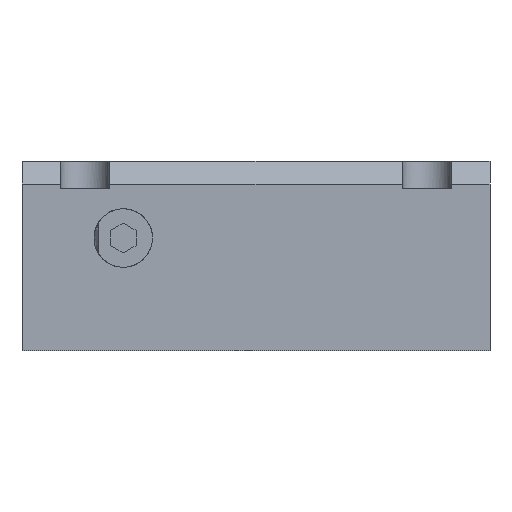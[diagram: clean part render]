
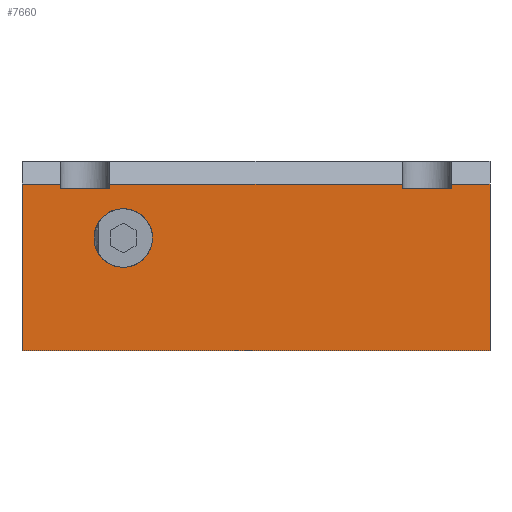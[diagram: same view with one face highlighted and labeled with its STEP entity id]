
A CAD part, front view. The second image highlights one B-rep face of the part: STEP entity #7660.
In plain terms, the highlighted free-form (B-spline) face has degree [1, 1] with [2, 2] control points.
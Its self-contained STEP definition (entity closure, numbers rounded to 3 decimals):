
#5890 = CARTESIAN_POINT ('', (19.5, 0., 37.));
#5900 = VERTEX_POINT ('', #5890);
#5910 = CARTESIAN_POINT ('', (19.5, 0., 36.));
#5920 = VERTEX_POINT ('', #5910);
#5930 = CARTESIAN_POINT ('', (19.5, 0., 37.));
#5940 = CARTESIAN_POINT ('', (19.5, 0., 36.));
#5950 = B_SPLINE_CURVE_WITH_KNOTS ('', 1, (#5930, #5940), .UNSPECIFIED., .F., .U., (2, 2), (0., 1.), .UNSPECIFIED.);
#5960 = EDGE_CURVE ('', #5900, #5920, #5950, .T.);
#5970 = ORIENTED_EDGE ('', *, *, #5960, .T.);
#5980 = CARTESIAN_POINT ('', (8.5, 0., 36.));
#5990 = VERTEX_POINT ('', #5980);
#6000 = CARTESIAN_POINT ('', (19.5, 0., 36.));
#6010 = CARTESIAN_POINT ('', (8.5, 0., 36.));
#6020 = B_SPLINE_CURVE_WITH_KNOTS ('', 1, (#6000, #6010), .UNSPECIFIED., .F., .U., (2, 2), (0., 1.), .UNSPECIFIED.);
#6030 = EDGE_CURVE ('', #5920, #5990, #6020, .T.);
#6040 = ORIENTED_EDGE ('', *, *, #6030, .T.);
#6050 = CARTESIAN_POINT ('', (8.5, 0., 37.));
#6060 = VERTEX_POINT ('', #6050);
#6070 = CARTESIAN_POINT ('', (8.5, 0., 36.));
#6080 = CARTESIAN_POINT ('', (8.5, 0., 37.));
#6090 = B_SPLINE_CURVE_WITH_KNOTS ('', 1, (#6070, #6080), .UNSPECIFIED., .F., .U., (2, 2), (0., 1.), .UNSPECIFIED.);
#6100 = EDGE_CURVE ('', #5990, #6060, #6090, .T.);
#6110 = ORIENTED_EDGE ('', *, *, #6100, .T.);
#6120 = CARTESIAN_POINT ('', (0., 0., 37.));
#6130 = VERTEX_POINT ('', #6120);
#6140 = CARTESIAN_POINT ('', (8.5, 0., 37.));
#6150 = CARTESIAN_POINT ('', (0., 0., 37.));
#6160 = B_SPLINE_CURVE_WITH_KNOTS ('', 1, (#6140, #6150), .UNSPECIFIED., .F., .U., (2, 2), (0., 1.), .UNSPECIFIED.);
#6170 = EDGE_CURVE ('', #6060, #6130, #6160, .T.);
#6180 = ORIENTED_EDGE ('', *, *, #6170, .T.);
#6190 = CARTESIAN_POINT ('', (0., 0., 0.));
#6200 = VERTEX_POINT ('', #6190);
#6210 = CARTESIAN_POINT ('', (0., 0., 37.));
#6220 = CARTESIAN_POINT ('', (0., 0., 0.));
#6230 = B_SPLINE_CURVE_WITH_KNOTS ('', 1, (#6210, #6220), .UNSPECIFIED., .F., .U., (2, 2), (0., 1.), .UNSPECIFIED.);
#6240 = EDGE_CURVE ('', #6130, #6200, #6230, .T.);
#6250 = ORIENTED_EDGE ('', *, *, #6240, .T.);
#6260 = CARTESIAN_POINT ('', (104., 0., 0.));
#6270 = VERTEX_POINT ('', #6260);
#6280 = CARTESIAN_POINT ('', (0., 0., 0.));
#6290 = CARTESIAN_POINT ('', (104., 0., 0.));
#6300 = B_SPLINE_CURVE_WITH_KNOTS ('', 1, (#6280, #6290), .UNSPECIFIED., .F., .U., (2, 2), (0., 1.), .UNSPECIFIED.);
#6310 = EDGE_CURVE ('', #6200, #6270, #6300, .T.);
#6320 = ORIENTED_EDGE ('', *, *, #6310, .T.);
#6330 = CARTESIAN_POINT ('', (104., 0., 37.));
#6340 = VERTEX_POINT ('', #6330);
#6350 = CARTESIAN_POINT ('', (104., 0., 0.));
#6360 = CARTESIAN_POINT ('', (104., 0., 37.));
#6370 = B_SPLINE_CURVE_WITH_KNOTS ('', 1, (#6350, #6360), .UNSPECIFIED., .F., .U., (2, 2), (0., 1.), .UNSPECIFIED.);
#6380 = EDGE_CURVE ('', #6270, #6340, #6370, .T.);
#6390 = ORIENTED_EDGE ('', *, *, #6380, .T.);
#6400 = CARTESIAN_POINT ('', (95.5, 0., 37.));
#6410 = VERTEX_POINT ('', #6400);
#6420 = CARTESIAN_POINT ('', (104., 0., 37.));
#6430 = CARTESIAN_POINT ('', (95.5, 0., 37.));
#6440 = B_SPLINE_CURVE_WITH_KNOTS ('', 1, (#6420, #6430), .UNSPECIFIED., .F., .U., (2, 2), (0., 1.), .UNSPECIFIED.);
#6450 = EDGE_CURVE ('', #6340, #6410, #6440, .T.);
#6460 = ORIENTED_EDGE ('', *, *, #6450, .T.);
#6470 = CARTESIAN_POINT ('', (95.5, 0., 36.));
#6480 = VERTEX_POINT ('', #6470);
#6490 = CARTESIAN_POINT ('', (95.5, 0., 37.));
#6500 = CARTESIAN_POINT ('', (95.5, 0., 36.));
#6510 = B_SPLINE_CURVE_WITH_KNOTS ('', 1, (#6490, #6500), .UNSPECIFIED., .F., .U., (2, 2), (0., 1.), .UNSPECIFIED.);
#6520 = EDGE_CURVE ('', #6410, #6480, #6510, .T.);
#6530 = ORIENTED_EDGE ('', *, *, #6520, .T.);
#6540 = CARTESIAN_POINT ('', (84.5, 0., 36.));
#6550 = VERTEX_POINT ('', #6540);
#6560 = CARTESIAN_POINT ('', (95.5, 0., 36.));
#6570 = CARTESIAN_POINT ('', (84.5, 0., 36.));
#6580 = B_SPLINE_CURVE_WITH_KNOTS ('', 1, (#6560, #6570), .UNSPECIFIED., .F., .U., (2, 2), (0., 1.), .UNSPECIFIED.);
#6590 = EDGE_CURVE ('', #6480, #6550, #6580, .T.);
#6600 = ORIENTED_EDGE ('', *, *, #6590, .T.);
#6610 = CARTESIAN_POINT ('', (84.5, 0., 37.));
#6620 = VERTEX_POINT ('', #6610);
#6630 = CARTESIAN_POINT ('', (84.5, 0., 36.));
#6640 = CARTESIAN_POINT ('', (84.5, 0., 37.));
#6650 = B_SPLINE_CURVE_WITH_KNOTS ('', 1, (#6630, #6640), .UNSPECIFIED., .F., .U., (2, 2), (0., 1.), .UNSPECIFIED.);
#6660 = EDGE_CURVE ('', #6550, #6620, #6650, .T.);
#6670 = ORIENTED_EDGE ('', *, *, #6660, .T.);
#6680 = CARTESIAN_POINT ('', (84.5, 0., 37.));
#6690 = CARTESIAN_POINT ('', (19.5, 0., 37.));
#6700 = B_SPLINE_CURVE_WITH_KNOTS ('', 1, (#6680, #6690), .UNSPECIFIED., .F., .U., (2, 2), (0., 1.), .UNSPECIFIED.);
#6710 = EDGE_CURVE ('', #6620, #5900, #6700, .T.);
#6720 = ORIENTED_EDGE ('', *, *, #6710, .T.);
#6730 = EDGE_LOOP ('', (#5970, #6040, #6110, #6180, #6250, #6320, #6390, #6460, #6530, #6600, #6670, #6720));
#6740 = FACE_OUTER_BOUND ('', #6730, .T.);
#6750 = CARTESIAN_POINT ('', (29., 0., 25.));
#6760 = VERTEX_POINT ('', #6750);
#6770 = CARTESIAN_POINT ('', (16., 0., 25.));
#6780 = VERTEX_POINT ('', #6770);
#6790 = CARTESIAN_POINT ('', (29., 0., 25.));
#6800 = CARTESIAN_POINT ('', (29., 0., 23.207));
#6810 = CARTESIAN_POINT ('', (28.365, 0., 21.675));
#6820 = CARTESIAN_POINT ('', (27.096, 0., 20.404));
#6830 = CARTESIAN_POINT ('', (26.463, 0., 19.77));
#6840 = CARTESIAN_POINT ('', (25.764, 0., 19.294));
#6850 = CARTESIAN_POINT ('', (24.998, 0., 18.977));
#6860 = CARTESIAN_POINT ('', (24.615, 0., 18.818));
#6870 = CARTESIAN_POINT ('', (24.215, 0., 18.699));
#6880 = CARTESIAN_POINT ('', (23.799, 0., 18.62));
#6890 = CARTESIAN_POINT ('', (23.591, 0., 18.58));
#6900 = CARTESIAN_POINT ('', (23.378, 0., 18.55));
#6910 = CARTESIAN_POINT ('', (23.162, 0., 18.53));
#6920 = CARTESIAN_POINT ('', (23.054, 0., 18.52));
#6930 = CARTESIAN_POINT ('', (22.944, 0., 18.513));
#6940 = CARTESIAN_POINT ('', (22.834, 0., 18.508));
#6950 = CARTESIAN_POINT ('', (22.779, 0., 18.505));
#6960 = CARTESIAN_POINT ('', (22.724, 0., 18.503));
#6970 = CARTESIAN_POINT ('', (22.668, 0., 18.502));
#6980 = CARTESIAN_POINT ('', (22.64, 0., 18.501));
#6990 = CARTESIAN_POINT ('', (22.612, 0., 18.501));
#7000 = CARTESIAN_POINT ('', (22.584, 0., 18.501));
#7010 = CARTESIAN_POINT ('', (22.57, 0., 18.5));
#7020 = CARTESIAN_POINT ('', (22.556, 0., 18.5));
#7030 = CARTESIAN_POINT ('', (22.542, 0., 18.5));
#7040 = CARTESIAN_POINT ('', (22.535, 0., 18.5));
#7050 = CARTESIAN_POINT ('', (22.528, 0., 18.5));
#7060 = CARTESIAN_POINT ('', (22.521, 0., 18.5));
#7070 = CARTESIAN_POINT ('', (22.514, 0., 18.5));
#7080 = CARTESIAN_POINT ('', (22.507, 0., 18.5));
#7090 = CARTESIAN_POINT ('', (22.5, 0., 18.5));
#7100 = CARTESIAN_POINT ('', (20.709, 0., 18.499));
#7110 = CARTESIAN_POINT ('', (19.177, 0., 19.133));
#7120 = CARTESIAN_POINT ('', (17.904, 0., 20.404));
#7130 = CARTESIAN_POINT ('', (16.635, 0., 21.671));
#7140 = CARTESIAN_POINT ('', (16., 0., 23.203));
#7150 = CARTESIAN_POINT ('', (16., 0., 25.));
#7160 = B_SPLINE_CURVE_WITH_KNOTS ('', 3, (#6790, #6800, #6810, #6820, #6830, #6840, #6850, #6860, #6870, #6880, #6890, #6900, #6910, #6920, #6930, #6940, #6950, #6960, #6970, #6980, #6990, #7000, #7010, #7020, #7030, #7040, #7050, #7060, #7070, #7080, #7090, #7100, #7110, #7120, #7130, #7140, #7150), .UNSPECIFIED., .F., .U., (4, 3, 3, 3, 3, 3, 3, 3, 3, 3, 3, 3, 4), (0., 0.25, 0.375, 0.438, 0.469, 0.484, 0.492, 0.496, 0.498, 0.499, 0.5, 0.75, 1.), .UNSPECIFIED.);
#7170 = EDGE_CURVE ('', #6760, #6780, #7160, .T.);
#7180 = ORIENTED_EDGE ('', *, *, #7170, .T.);
#7190 = CARTESIAN_POINT ('', (16., 0., 25.));
#7200 = CARTESIAN_POINT ('', (16., 0., 26.793));
#7210 = CARTESIAN_POINT ('', (16.635, 0., 28.325));
#7220 = CARTESIAN_POINT ('', (17.904, 0., 29.596));
#7230 = CARTESIAN_POINT ('', (18.537, 0., 30.23));
#7240 = CARTESIAN_POINT ('', (19.236, 0., 30.706));
#7250 = CARTESIAN_POINT ('', (20.002, 0., 31.023));
#7260 = CARTESIAN_POINT ('', (20.385, 0., 31.182));
#7270 = CARTESIAN_POINT ('', (20.785, 0., 31.301));
#7280 = CARTESIAN_POINT ('', (21.201, 0., 31.38));
#7290 = CARTESIAN_POINT ('', (21.409, 0., 31.42));
#7300 = CARTESIAN_POINT ('', (21.622, 0., 31.45));
#7310 = CARTESIAN_POINT ('', (21.838, 0., 31.47));
#7320 = CARTESIAN_POINT ('', (21.946, 0., 31.48));
#7330 = CARTESIAN_POINT ('', (22.056, 0., 31.487));
#7340 = CARTESIAN_POINT ('', (22.166, 0., 31.492));
#7350 = CARTESIAN_POINT ('', (22.221, 0., 31.495));
#7360 = CARTESIAN_POINT ('', (22.276, 0., 31.497));
#7370 = CARTESIAN_POINT ('', (22.332, 0., 31.498));
#7380 = CARTESIAN_POINT ('', (22.36, 0., 31.499));
#7390 = CARTESIAN_POINT ('', (22.388, 0., 31.499));
#7400 = CARTESIAN_POINT ('', (22.416, 0., 31.499));
#7410 = CARTESIAN_POINT ('', (22.43, 0., 31.5));
#7420 = CARTESIAN_POINT ('', (22.444, 0., 31.5));
#7430 = CARTESIAN_POINT ('', (22.458, 0., 31.5));
#7440 = CARTESIAN_POINT ('', (22.465, 0., 31.5));
#7450 = CARTESIAN_POINT ('', (22.472, 0., 31.5));
#7460 = CARTESIAN_POINT ('', (22.479, 0., 31.5));
#7470 = CARTESIAN_POINT ('', (22.486, 0., 31.5));
#7480 = CARTESIAN_POINT ('', (22.493, 0., 31.5));
#7490 = CARTESIAN_POINT ('', (22.5, 0., 31.5));
#7500 = CARTESIAN_POINT ('', (24.291, 0., 31.501));
#7510 = CARTESIAN_POINT ('', (25.823, 0., 30.867));
#7520 = CARTESIAN_POINT ('', (27.096, 0., 29.596));
#7530 = CARTESIAN_POINT ('', (28.365, 0., 28.329));
#7540 = CARTESIAN_POINT ('', (29., 0., 26.797));
#7550 = CARTESIAN_POINT ('', (29., 0., 25.));
#7560 = B_SPLINE_CURVE_WITH_KNOTS ('', 3, (#7190, #7200, #7210, #7220, #7230, #7240, #7250, #7260, #7270, #7280, #7290, #7300, #7310, #7320, #7330, #7340, #7350, #7360, #7370, #7380, #7390, #7400, #7410, #7420, #7430, #7440, #7450, #7460, #7470, #7480, #7490, #7500, #7510, #7520, #7530, #7540, #7550), .UNSPECIFIED., .F., .U., (4, 3, 3, 3, 3, 3, 3, 3, 3, 3, 3, 3, 4), (0., 0.25, 0.375, 0.438, 0.469, 0.484, 0.492, 0.496, 0.498, 0.499, 0.5, 0.75, 1.), .UNSPECIFIED.);
#7570 = EDGE_CURVE ('', #6780, #6760, #7560, .T.);
#7580 = ORIENTED_EDGE ('', *, *, #7570, .T.);
#7590 = EDGE_LOOP ('', (#7180, #7580));
#7600 = FACE_BOUND ('', #7590, .T.);
#7610 = CARTESIAN_POINT ('', (0., 0., 37.));
#7620 = CARTESIAN_POINT ('', (104., 0., 37.));
#7630 = CARTESIAN_POINT ('', (0., 0., 0.));
#7640 = CARTESIAN_POINT ('', (104., 0., 0.));
#7650 = B_SPLINE_SURFACE_WITH_KNOTS ('', 1, 1, ((#7610, #7620), (#7630, #7640)), .UNSPECIFIED., .F., .F., .U., (2, 2), (2, 2), (0., 1.), (0., 1.), .UNSPECIFIED.);
#7660 = ADVANCED_FACE ('', (#6740, #7600), #7650, .T.);
